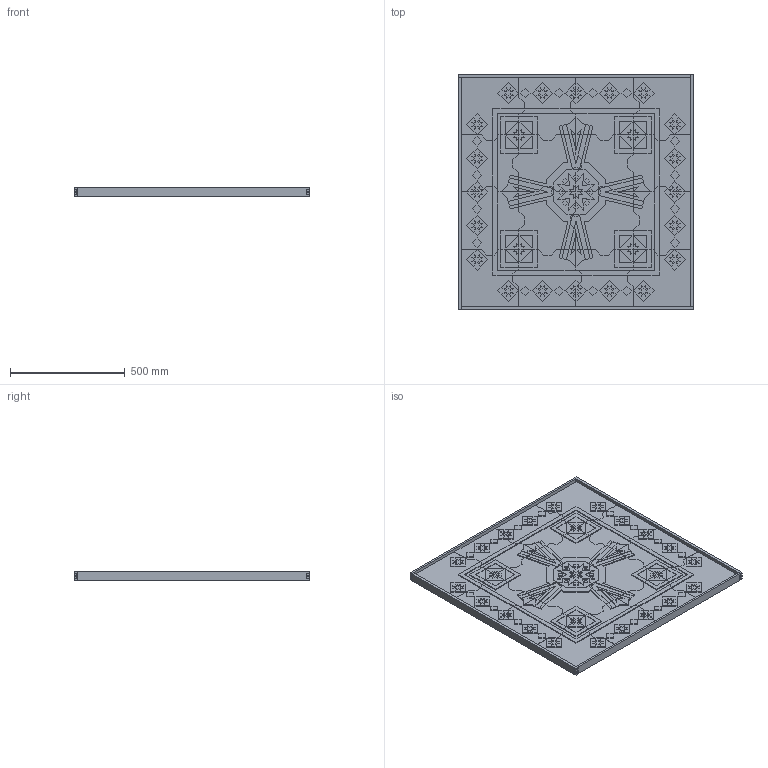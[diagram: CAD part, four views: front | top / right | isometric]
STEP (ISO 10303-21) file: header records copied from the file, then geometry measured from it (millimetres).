
FILE_DESCRIPTION(/* description */ (''),/* implementation_level */ '2;1');
FILE_NAME(/* name */ 'damascus_pattern.step',/* time_stamp */ '2026-04-08T08:03:47+09:00',/* author */ (''),/* organization */ (''),/* preprocessor_version */ 'ST-DEVELOPER v20.1',/* originating_system */ 'Autodesk Translation Framework v14.24.0.0',/* authorisation */ '');
FILE_SCHEMA (('AUTOMOTIVE_DESIGN { 1 0 10303 214 3 1 1 }'));
Length unit declared in the file: millimetre
Products named in the file (18): damascus_pattern; piece_2; piece_4; piece_3; piece_6; piece_7; piece_8; piece_9; piece_10; piece_13; piece_12; piece_16; piece_14; piece_15; piece_11; piece_5; frame1; piece_1
Assembly tree (20 placements, depth 2):
  damascus_pattern
    piece_2
    piece_4
    piece_3
    piece_6
    piece_7
    piece_8
    piece_9
    piece_10
    piece_13
    piece_12
    piece_16
    piece_14
    piece_15
    piece_11
    piece_5
    frame1  x4
    piece_1
Bounding box: 1024 x 1024 x 36 mm (x, y, z)
Volume: 11204543 mm3; surface area: 2817005.3 mm2
Topology: 30 solids, 30 shells, 1736 faces, 4841 edges, 3187 vertices
Faces by surface type: plane 1688, cylinder 48
Entity records: 50183 total; most frequent: CARTESIAN_POINT 8938, ORIENTED_EDGE 8824, DIRECTION 7686, EDGE_CURVE 4412, LINE 4380, VECTOR 4380, VERTEX_POINT 2905, AXIS2_PLACEMENT_3D 1653
